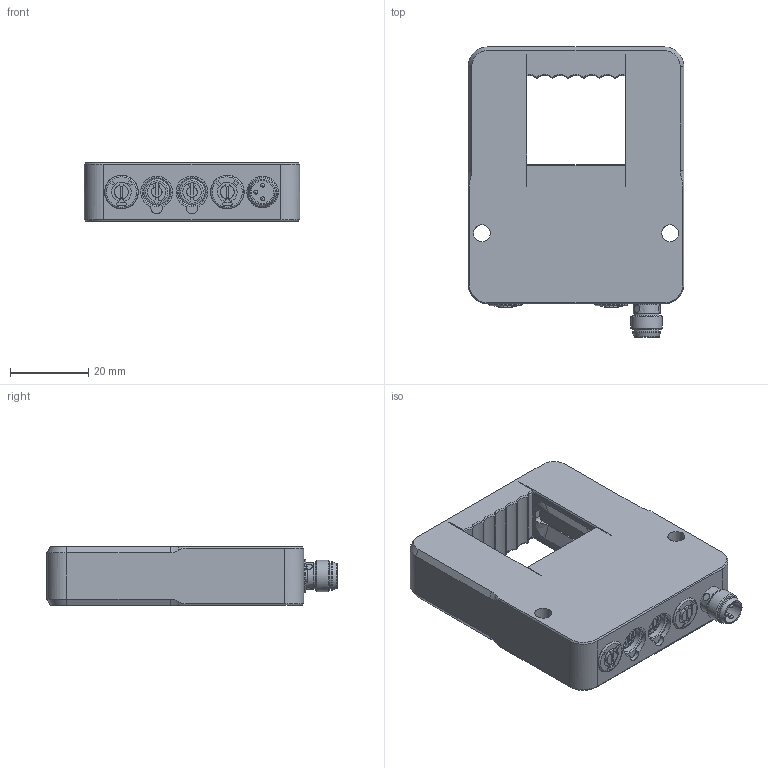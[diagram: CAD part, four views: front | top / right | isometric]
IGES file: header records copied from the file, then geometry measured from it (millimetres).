
Global section: file name: OGWSD 25 G3-T3; native system: Autodesk Inventor 2021; preprocessor: unknown; author: ck; organization: di-soric GmbH & Co. KG; date: 20210713.141424; units: millimetre
Bounding box: 55 x 74 x 15 mm (x, y, z)
Volume: 44020.6 mm3; surface area: 14740.2 mm2
Topology: 3 solids, 4 shells, 440 faces, 1084 edges, 688 vertices
Faces by surface type: bspline 440
